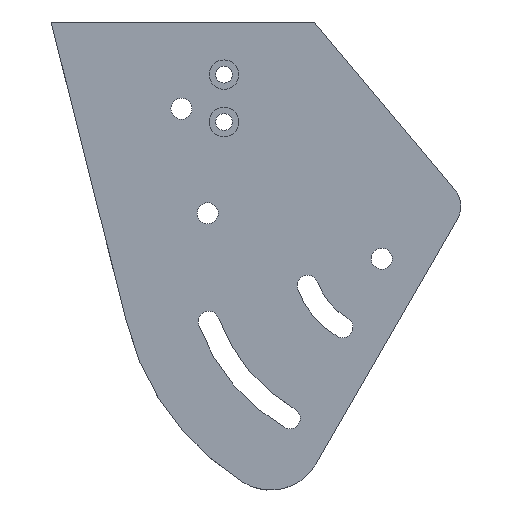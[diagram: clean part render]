
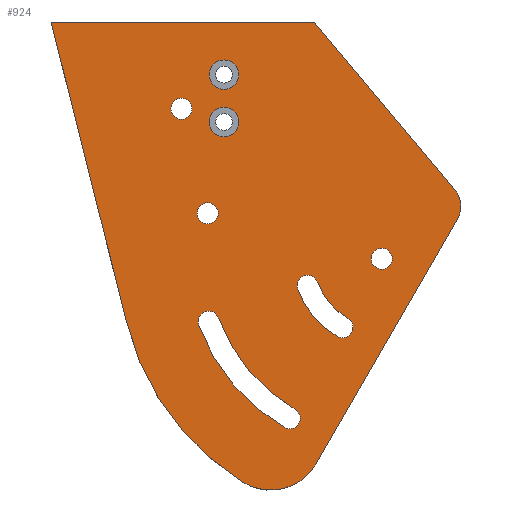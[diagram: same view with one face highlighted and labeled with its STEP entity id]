
A CAD part, top view. The second image highlights one B-rep face of the part: STEP entity #924.
In plain terms, the highlighted planar face has unit normal (0, 0, 1).
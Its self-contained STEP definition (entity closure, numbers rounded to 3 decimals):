
#164=CARTESIAN_POINT('',(0.,0.,10.));
#165=DIRECTION('',(0.,0.,-1.));
#166=DIRECTION('',(1.,0.,0.));
#167=AXIS2_PLACEMENT_3D('',#164,#165,#166);
#169=CARTESIAN_POINT('',(0.,0.,10.));
#170=DIRECTION('',(0.,0.,-1.));
#171=DIRECTION('',(-1.,0.,0.));
#172=AXIS2_PLACEMENT_3D('',#169,#170,#171);
#174=CARTESIAN_POINT('',(0.,0.,10.));
#175=DIRECTION('',(0.,0.,1.));
#176=DIRECTION('',(-0.94,-0.342,0.));
#177=AXIS2_PLACEMENT_3D('',#174,#175,#176);
#179=CARTESIAN_POINT('',(-65.778,-23.941,10.));
#180=DIRECTION('',(0.,0.,-1.));
#181=DIRECTION('',(-0.94,-0.342,0.));
#182=AXIS2_PLACEMENT_3D('',#179,#180,#181);
#184=CARTESIAN_POINT('',(0.,0.,10.));
#185=DIRECTION('',(0.,0.,-1.));
#186=DIRECTION('',(-0.5,-0.866,0.));
#187=AXIS2_PLACEMENT_3D('',#184,#185,#186);
#189=CARTESIAN_POINT('',(-35.,-60.622,10.));
#190=DIRECTION('',(0.,0.,-1.));
#191=DIRECTION('',(0.5,0.866,0.));
#192=AXIS2_PLACEMENT_3D('',#189,#190,#191);
#194=CARTESIAN_POINT('',(-28.191,-10.261,10.));
#195=DIRECTION('',(0.,0.,-1.));
#196=DIRECTION('',(-0.94,-0.342,0.));
#197=AXIS2_PLACEMENT_3D('',#194,#195,#196);
#199=CARTESIAN_POINT('',(0.,0.,10.));
#200=DIRECTION('',(0.,0.,-1.));
#201=DIRECTION('',(-0.5,-0.866,0.));
#202=AXIS2_PLACEMENT_3D('',#199,#200,#201);
#204=CARTESIAN_POINT('',(-15.,-25.981,10.));
#205=DIRECTION('',(0.,0.,-1.));
#206=DIRECTION('',(0.5,0.866,0.));
#207=AXIS2_PLACEMENT_3D('',#204,#205,#206);
#209=CARTESIAN_POINT('',(0.,0.,10.));
#210=DIRECTION('',(0.,0.,1.));
#211=DIRECTION('',(-0.94,-0.342,0.));
#212=AXIS2_PLACEMENT_3D('',#209,#210,#211);
#214=CARTESIAN_POINT('',(-42.298,-67.903,10.));
#215=DIRECTION('',(0.,0.,-1.));
#216=DIRECTION('',(0.866,-0.5,0.));
#217=AXIS2_PLACEMENT_3D('',#214,#215,#216);
#219=CARTESIAN_POINT('',(0.,0.,10.));
#220=DIRECTION('',(0.,0.,1.));
#221=DIRECTION('',(-0.97,-0.243,0.));
#222=AXIS2_PLACEMENT_3D('',#219,#220,#221);
#224=DIRECTION('',(0.243,-0.97,0.));
#225=VECTOR('',#224,117.882);
#226=CARTESIAN_POINT('',(-125.683,90.,10.));
#227=LINE('',#226,#225);
#228=DIRECTION('',(-1.,0.,0.));
#229=VECTOR('',#228,100.);
#230=CARTESIAN_POINT('',(-25.683,90.,10.));
#231=LINE('',#230,#229);
#232=DIRECTION('',(-0.643,0.766,0.));
#233=VECTOR('',#232,82.988);
#234=CARTESIAN_POINT('',(27.66,26.428,10.));
#235=LINE('',#234,#233);
#236=CARTESIAN_POINT('',(20.,20.,10.));
#237=DIRECTION('',(0.,0.,1.));
#238=DIRECTION('',(0.866,-0.5,0.));
#239=AXIS2_PLACEMENT_3D('',#236,#237,#238);
#241=DIRECTION('',(0.5,0.866,0.));
#242=VECTOR('',#241,107.276);
#243=CARTESIAN_POINT('',(-24.978,-77.903,10.));
#244=LINE('',#243,#242);
#245=CARTESIAN_POINT('',(-76.177,57.058,10.));
#246=DIRECTION('',(0.,0.,1.));
#247=DIRECTION('',(-1.,0.,0.));
#248=AXIS2_PLACEMENT_3D('',#245,#246,#247);
#250=CARTESIAN_POINT('',(-76.177,57.058,10.));
#251=DIRECTION('',(0.,0.,1.));
#252=DIRECTION('',(1.,0.,0.));
#253=AXIS2_PLACEMENT_3D('',#250,#251,#252);
#255=CARTESIAN_POINT('',(-66.199,17.291,10.));
#256=DIRECTION('',(0.,0.,1.));
#257=DIRECTION('',(-1.,0.,0.));
#258=AXIS2_PLACEMENT_3D('',#255,#256,#257);
#260=CARTESIAN_POINT('',(-66.199,17.291,10.));
#261=DIRECTION('',(0.,0.,1.));
#262=DIRECTION('',(1.,0.,0.));
#263=AXIS2_PLACEMENT_3D('',#260,#261,#262);
#265=CARTESIAN_POINT('',(-60.,70.,10.));
#266=DIRECTION('',(0.,0.,-1.));
#267=DIRECTION('',(1.,0.,0.));
#268=AXIS2_PLACEMENT_3D('',#265,#266,#267);
#270=CARTESIAN_POINT('',(-60.,70.,10.));
#271=DIRECTION('',(0.,0.,-1.));
#272=DIRECTION('',(-1.,0.,0.));
#273=AXIS2_PLACEMENT_3D('',#270,#271,#272);
#275=CARTESIAN_POINT('',(-60.,52.,10.));
#276=DIRECTION('',(0.,0.,-1.));
#277=DIRECTION('',(1.,0.,0.));
#278=AXIS2_PLACEMENT_3D('',#275,#276,#277);
#280=CARTESIAN_POINT('',(-60.,52.,10.));
#281=DIRECTION('',(0.,0.,-1.));
#282=DIRECTION('',(-1.,0.,0.));
#283=AXIS2_PLACEMENT_3D('',#280,#281,#282);
#591=CARTESIAN_POINT('',(4.,0.,10.));
#592=CARTESIAN_POINT('',(-4.,0.,10.));
#593=VERTEX_POINT('',#591);
#594=VERTEX_POINT('',#592);
#595=CARTESIAN_POINT('',(28.66,15.,10.));
#596=CARTESIAN_POINT('',(27.66,26.428,10.));
#597=VERTEX_POINT('',#595);
#598=VERTEX_POINT('',#596);
#599=CARTESIAN_POINT('',(-25.683,90.,10.));
#600=VERTEX_POINT('',#599);
#601=CARTESIAN_POINT('',(-125.683,90.,10.));
#602=VERTEX_POINT('',#601);
#603=CARTESIAN_POINT('',(-96.993,-24.338,10.));
#604=VERTEX_POINT('',#603);
#605=CARTESIAN_POINT('',(-62.02,-22.573,10.));
#606=CARTESIAN_POINT('',(-33.,-57.158,10.));
#607=VERTEX_POINT('',#605);
#608=VERTEX_POINT('',#606);
#609=CARTESIAN_POINT('',(-37.,-64.086,10.));
#610=CARTESIAN_POINT('',(-69.537,-25.309,10.));
#611=VERTEX_POINT('',#609);
#612=VERTEX_POINT('',#610);
#615=CARTESIAN_POINT('',(-24.978,-77.903,10.));
#616=CARTESIAN_POINT('',(-52.873,-84.879,10.));
#617=VERTEX_POINT('',#615);
#618=VERTEX_POINT('',#616);
#631=CARTESIAN_POINT('',(-31.95,-11.629,10.));
#632=CARTESIAN_POINT('',(-24.432,-8.893,10.));
#633=VERTEX_POINT('',#631);
#634=VERTEX_POINT('',#632);
#635=CARTESIAN_POINT('',(-13.,-22.517,10.));
#636=VERTEX_POINT('',#635);
#637=CARTESIAN_POINT('',(-17.,-29.445,10.));
#638=VERTEX_POINT('',#637);
#699=CARTESIAN_POINT('',(-80.177,57.058,10.));
#700=CARTESIAN_POINT('',(-72.177,57.058,10.));
#701=VERTEX_POINT('',#699);
#702=VERTEX_POINT('',#700);
#703=CARTESIAN_POINT('',(-70.199,17.291,10.));
#704=CARTESIAN_POINT('',(-62.199,17.291,10.));
#705=VERTEX_POINT('',#703);
#706=VERTEX_POINT('',#704);
#715=CARTESIAN_POINT('',(-54.4,70.,10.));
#716=CARTESIAN_POINT('',(-65.6,70.,10.));
#717=VERTEX_POINT('',#715);
#718=VERTEX_POINT('',#716);
#731=CARTESIAN_POINT('',(-54.4,52.,10.));
#732=CARTESIAN_POINT('',(-65.6,52.,10.));
#733=VERTEX_POINT('',#731);
#734=VERTEX_POINT('',#732);
#855=CARTESIAN_POINT('',(0.,0.,10.));
#856=DIRECTION('',(0.,0.,1.));
#857=DIRECTION('',(1.,0.,0.));
#858=AXIS2_PLACEMENT_3D('',#855,#856,#857);
#859=PLANE('',#858);
#861=ORIENTED_EDGE('',*,*,#860,.T.);
#863=ORIENTED_EDGE('',*,*,#862,.F.);
#865=ORIENTED_EDGE('',*,*,#864,.F.);
#867=ORIENTED_EDGE('',*,*,#866,.F.);
#869=ORIENTED_EDGE('',*,*,#868,.F.);
#871=ORIENTED_EDGE('',*,*,#870,.F.);
#873=ORIENTED_EDGE('',*,*,#872,.F.);
#874=EDGE_LOOP('',(#861,#863,#865,#867,#869,#871,#873));
#875=FACE_OUTER_BOUND('',#874,.F.);
#877=ORIENTED_EDGE('',*,*,#876,.F.);
#879=ORIENTED_EDGE('',*,*,#878,.F.);
#881=ORIENTED_EDGE('',*,*,#880,.F.);
#883=ORIENTED_EDGE('',*,*,#882,.F.);
#884=EDGE_LOOP('',(#877,#879,#881,#883));
#885=FACE_BOUND('',#884,.F.);
#887=ORIENTED_EDGE('',*,*,#886,.F.);
#889=ORIENTED_EDGE('',*,*,#888,.F.);
#891=ORIENTED_EDGE('',*,*,#890,.F.);
#893=ORIENTED_EDGE('',*,*,#892,.F.);
#894=EDGE_LOOP('',(#887,#889,#891,#893));
#895=FACE_BOUND('',#894,.F.);
#896=ORIENTED_EDGE('',*,*,#835,.F.);
#897=ORIENTED_EDGE('',*,*,#849,.F.);
#898=EDGE_LOOP('',(#896,#897));
#899=FACE_BOUND('',#898,.F.);
#901=ORIENTED_EDGE('',*,*,#900,.T.);
#903=ORIENTED_EDGE('',*,*,#902,.T.);
#904=EDGE_LOOP('',(#901,#903));
#905=FACE_BOUND('',#904,.F.);
#907=ORIENTED_EDGE('',*,*,#906,.T.);
#909=ORIENTED_EDGE('',*,*,#908,.T.);
#910=EDGE_LOOP('',(#907,#909));
#911=FACE_BOUND('',#910,.F.);
#913=ORIENTED_EDGE('',*,*,#912,.F.);
#915=ORIENTED_EDGE('',*,*,#914,.F.);
#916=EDGE_LOOP('',(#913,#915));
#917=FACE_BOUND('',#916,.F.);
#919=ORIENTED_EDGE('',*,*,#918,.F.);
#921=ORIENTED_EDGE('',*,*,#920,.F.);
#922=EDGE_LOOP('',(#919,#921));
#923=FACE_BOUND('',#922,.F.);
#924=ADVANCED_FACE('',(#875,#885,#895,#899,#905,#911,#917,#923),#859,.T.);
#168=CIRCLE('',#167,4.);
#173=CIRCLE('',#172,4.);
#178=CIRCLE('',#177,66.);
#183=CIRCLE('',#182,4.);
#188=CIRCLE('',#187,74.);
#193=CIRCLE('',#192,4.);
#198=CIRCLE('',#197,4.);
#203=CIRCLE('',#202,34.);
#208=CIRCLE('',#207,4.);
#213=CIRCLE('',#212,26.);
#218=CIRCLE('',#217,20.);
#223=CIRCLE('',#222,100.);
#240=CIRCLE('',#239,10.);
#249=CIRCLE('',#248,4.);
#254=CIRCLE('',#253,4.);
#259=CIRCLE('',#258,4.);
#264=CIRCLE('',#263,4.);
#269=CIRCLE('',#268,5.6);
#274=CIRCLE('',#273,5.6);
#279=CIRCLE('',#278,5.6);
#284=CIRCLE('',#283,5.6);
#835=EDGE_CURVE('',#593,#594,#168,.T.);
#849=EDGE_CURVE('',#594,#593,#173,.T.);
#860=EDGE_CURVE('',#617,#618,#218,.T.);
#862=EDGE_CURVE('',#604,#618,#223,.T.);
#864=EDGE_CURVE('',#602,#604,#227,.T.);
#866=EDGE_CURVE('',#600,#602,#231,.T.);
#868=EDGE_CURVE('',#598,#600,#235,.T.);
#870=EDGE_CURVE('',#597,#598,#240,.T.);
#872=EDGE_CURVE('',#617,#597,#244,.T.);
#876=EDGE_CURVE('',#607,#608,#178,.T.);
#878=EDGE_CURVE('',#612,#607,#183,.T.);
#880=EDGE_CURVE('',#611,#612,#188,.T.);
#882=EDGE_CURVE('',#608,#611,#193,.T.);
#886=EDGE_CURVE('',#633,#634,#198,.T.);
#888=EDGE_CURVE('',#638,#633,#203,.T.);
#890=EDGE_CURVE('',#636,#638,#208,.T.);
#892=EDGE_CURVE('',#634,#636,#213,.T.);
#900=EDGE_CURVE('',#701,#702,#249,.T.);
#902=EDGE_CURVE('',#702,#701,#254,.T.);
#906=EDGE_CURVE('',#705,#706,#259,.T.);
#908=EDGE_CURVE('',#706,#705,#264,.T.);
#912=EDGE_CURVE('',#717,#718,#269,.T.);
#914=EDGE_CURVE('',#718,#717,#274,.T.);
#918=EDGE_CURVE('',#733,#734,#279,.T.);
#920=EDGE_CURVE('',#734,#733,#284,.T.);
